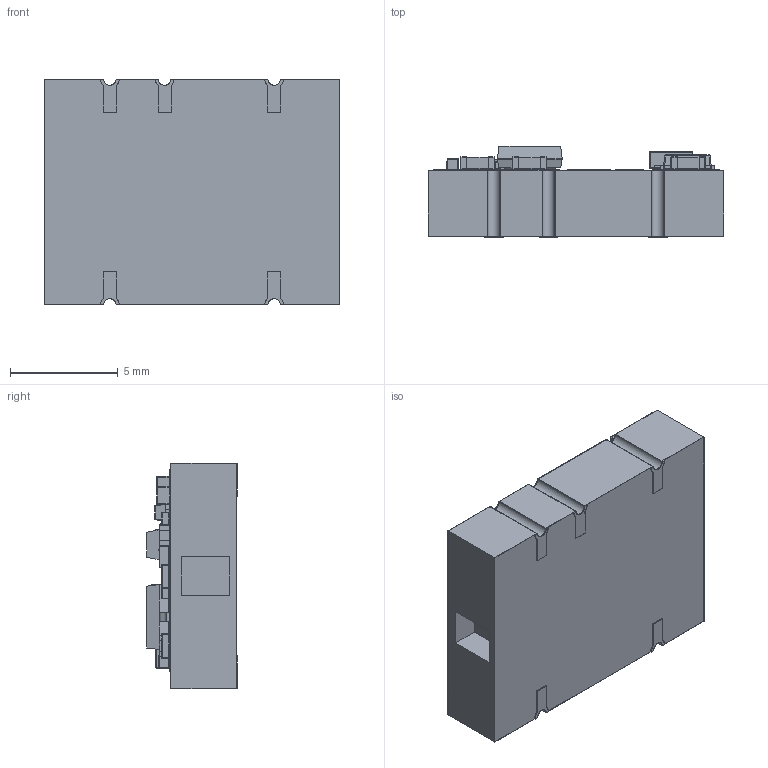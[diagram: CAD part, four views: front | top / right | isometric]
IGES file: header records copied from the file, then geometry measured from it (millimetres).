
Start section: SolidWorks IGES file using NURBS representation for surfaces
Global section: file name: mps_dcdc_nxj_a.igs; native system: SolidWorks 2014; preprocessor: SolidWorks 2014; author: LFrancis; date: 150311.222554; units: millimetre
Bounding box: 13.72 x 4.22 x 10.46 mm (x, y, z)
Surface area: 1246.5 mm2 (no closed solid volume)
Topology: 0 solids, 0 shells, 1796 faces, 10560 edges, 10488 vertices
Faces by surface type: bspline 1796
